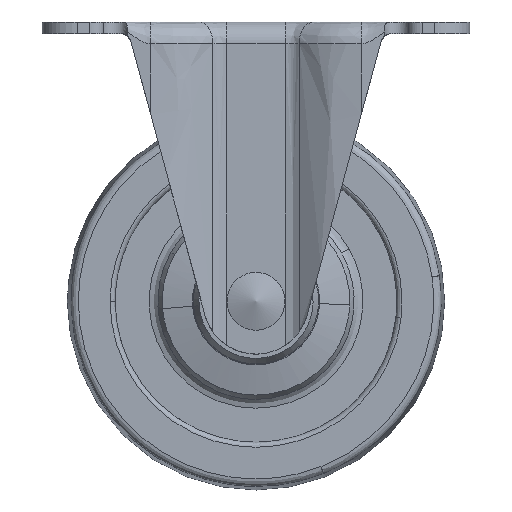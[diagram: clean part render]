
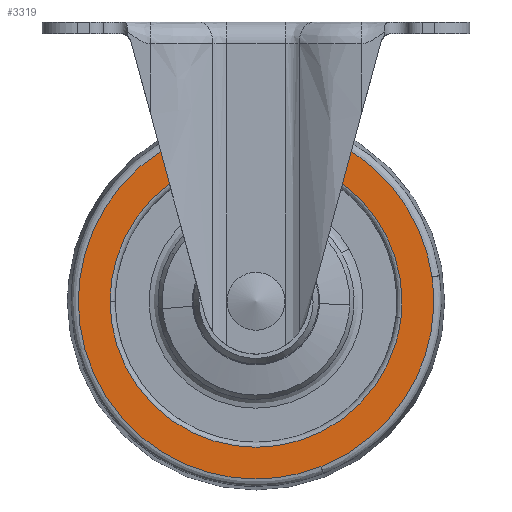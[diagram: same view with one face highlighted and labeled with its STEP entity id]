
A CAD part, front view. The second image highlights one B-rep face of the part: STEP entity #3319.
In plain terms, the highlighted free-form (B-spline) face has degree [1, 1] with [2, 2] control points.
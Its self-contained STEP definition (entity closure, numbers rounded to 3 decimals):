
#2159=CARTESIAN_POINT('',(28.806,-10.5,-58.848));
#2160=VERTEX_POINT('',#2159);
#2174=CARTESIAN_POINT('',(0.0,-10.5,-26.5));
#2175=VERTEX_POINT('',#2174);
#2176=CARTESIAN_POINT('',(28.806,-10.5,-58.848));
#2177=CARTESIAN_POINT('',(29.,-10.5,-57.18));
#2178=CARTESIAN_POINT('',(29.0,-10.5,-55.5));
#2179=CARTESIAN_POINT('',(29.0,-10.5,-26.5));
#2180=CARTESIAN_POINT('',(0.0,-10.5,-26.5));
#2188=(BOUNDED_CURVE()B_SPLINE_CURVE(2,(#2176,#2177,#2178,#2179,#2180),.UNSPECIFIED.,.F.,.U.)B_SPLINE_CURVE_WITH_KNOTS((3,2,3),(0.23,0.25,0.5),.UNSPECIFIED.)CURVE()GEOMETRIC_REPRESENTATION_ITEM()RATIONAL_B_SPLINE_CURVE((0.957,0.977,1.0,0.707,1.0))REPRESENTATION_ITEM(''));
#2189=EDGE_CURVE('',#2160,#2175,#2188,.T.);
#2191=CARTESIAN_POINT('',(-29.,-10.5,-55.5));
#2192=VERTEX_POINT('',#2191);
#2193=CARTESIAN_POINT('',(0.0,-10.5,-26.5));
#2194=CARTESIAN_POINT('',(-29.,-10.5,-26.5));
#2195=CARTESIAN_POINT('',(-29.,-10.5,-55.5));
#2203=(BOUNDED_CURVE()B_SPLINE_CURVE(2,(#2193,#2194,#2195),.UNSPECIFIED.,.F.,.U.)B_SPLINE_CURVE_WITH_KNOTS((3,3),(0.5,0.75),.UNSPECIFIED.)CURVE()GEOMETRIC_REPRESENTATION_ITEM()RATIONAL_B_SPLINE_CURVE((1.0,0.707,1.))REPRESENTATION_ITEM(''));
#2204=EDGE_CURVE('',#2175,#2192,#2203,.T.);
#2250=CARTESIAN_POINT('',(0.0,-10.5,-84.5));
#2251=VERTEX_POINT('',#2250);
#2252=CARTESIAN_POINT('',(-29.,-10.5,-55.5));
#2253=CARTESIAN_POINT('',(-29.0,-10.5,-84.5));
#2254=CARTESIAN_POINT('',(0.0,-10.5,-84.5));
#2262=(BOUNDED_CURVE()B_SPLINE_CURVE(2,(#2252,#2253,#2254),.UNSPECIFIED.,.F.,.U.)B_SPLINE_CURVE_WITH_KNOTS((3,3),(0.75,1.0),.UNSPECIFIED.)CURVE()GEOMETRIC_REPRESENTATION_ITEM()RATIONAL_B_SPLINE_CURVE((1.0,0.707,1.0))REPRESENTATION_ITEM(''));
#2263=EDGE_CURVE('',#2192,#2251,#2262,.T.);
#2265=CARTESIAN_POINT('',(0.0,-10.5,-84.5));
#2266=CARTESIAN_POINT('',(25.824,-10.5,-84.5));
#2267=CARTESIAN_POINT('',(28.806,-10.5,-58.848));
#2275=(BOUNDED_CURVE()B_SPLINE_CURVE(2,(#2265,#2266,#2267),.UNSPECIFIED.,.F.,.U.)B_SPLINE_CURVE_WITH_KNOTS((3,3),(0.0,0.23),.UNSPECIFIED.)CURVE()GEOMETRIC_REPRESENTATION_ITEM()RATIONAL_B_SPLINE_CURVE((1.0,0.731,0.957))REPRESENTATION_ITEM(''));
#2276=EDGE_CURVE('',#2251,#2160,#2275,.T.);
#2299=CARTESIAN_POINT('',(12.915,-10.5,-88.356));
#2300=VERTEX_POINT('',#2299);
#2301=CARTESIAN_POINT('',(34.967,-10.5,-50.636));
#2302=VERTEX_POINT('',#2301);
#2303=CARTESIAN_POINT('',(12.915,-10.5,-88.356));
#2304=CARTESIAN_POINT('',(35.304,-10.5,-79.556));
#2305=CARTESIAN_POINT('',(35.304,-10.5,-55.5));
#2306=CARTESIAN_POINT('',(35.304,-10.5,-53.056));
#2307=CARTESIAN_POINT('',(34.967,-10.5,-50.636));
#2315=(BOUNDED_CURVE()B_SPLINE_CURVE(2,(#2303,#2304,#2305,#2306,#2307),.UNSPECIFIED.,.F.,.U.)B_SPLINE_CURVE_WITH_KNOTS((3,2,3),(0.062,0.25,0.274),.UNSPECIFIED.)CURVE()GEOMETRIC_REPRESENTATION_ITEM()RATIONAL_B_SPLINE_CURVE((0.891,0.78,1.0,0.972,0.95))REPRESENTATION_ITEM(''));
#2316=EDGE_CURVE('',#2300,#2302,#2315,.T.);
#2401=CARTESIAN_POINT('',(0.0,-10.5,-90.804));
#2402=VERTEX_POINT('',#2401);
#2403=CARTESIAN_POINT('',(0.0,-10.5,-90.804));
#2404=CARTESIAN_POINT('',(6.689,-10.5,-90.804));
#2405=CARTESIAN_POINT('',(12.915,-10.5,-88.356));
#2413=(BOUNDED_CURVE()B_SPLINE_CURVE(2,(#2403,#2404,#2405),.UNSPECIFIED.,.F.,.U.)B_SPLINE_CURVE_WITH_KNOTS((3,3),(0.0,0.062),.UNSPECIFIED.)CURVE()GEOMETRIC_REPRESENTATION_ITEM()RATIONAL_B_SPLINE_CURVE((1.0,0.927,0.891))REPRESENTATION_ITEM(''));
#2414=EDGE_CURVE('',#2402,#2300,#2413,.T.);
#2416=CARTESIAN_POINT('',(0.0,-10.5,-20.196));
#2417=VERTEX_POINT('',#2416);
#2418=CARTESIAN_POINT('',(0.0,-10.5,-20.196));
#2419=CARTESIAN_POINT('',(-35.304,-10.5,-20.196));
#2420=CARTESIAN_POINT('',(-35.304,-10.5,-55.5));
#2421=CARTESIAN_POINT('',(-35.304,-10.5,-90.804));
#2422=CARTESIAN_POINT('',(0.0,-10.5,-90.804));
#2430=(BOUNDED_CURVE()B_SPLINE_CURVE(2,(#2418,#2419,#2420,#2421,#2422),.UNSPECIFIED.,.F.,.U.)B_SPLINE_CURVE_WITH_KNOTS((3,2,3),(0.5,0.75,1.0),.UNSPECIFIED.)CURVE()GEOMETRIC_REPRESENTATION_ITEM()RATIONAL_B_SPLINE_CURVE((1.0,0.707,1.0,0.707,1.0))REPRESENTATION_ITEM(''));
#2431=EDGE_CURVE('',#2417,#2402,#2430,.T.);
#2433=CARTESIAN_POINT('',(34.967,-10.5,-50.636));
#2434=CARTESIAN_POINT('',(30.732,-10.5,-20.196));
#2435=CARTESIAN_POINT('',(0.0,-10.5,-20.196));
#2443=(BOUNDED_CURVE()B_SPLINE_CURVE(2,(#2433,#2434,#2435),.UNSPECIFIED.,.F.,.U.)B_SPLINE_CURVE_WITH_KNOTS((3,3),(0.274,0.5),.UNSPECIFIED.)CURVE()GEOMETRIC_REPRESENTATION_ITEM()RATIONAL_B_SPLINE_CURVE((0.95,0.735,1.0))REPRESENTATION_ITEM(''));
#2444=EDGE_CURVE('',#2302,#2417,#2443,.T.);
#3302=CARTESIAN_POINT('',(-38.83,-10.5,-94.33));
#3303=CARTESIAN_POINT('',(-38.83,-10.5,-16.67));
#3304=CARTESIAN_POINT('',(38.83,-10.5,-94.33));
#3305=CARTESIAN_POINT('',(38.83,-10.5,-16.67));
#3306=B_SPLINE_SURFACE_WITH_KNOTS('',1,1,((#3302,#3304),(#3303,#3305)),.UNSPECIFIED.,.F.,.F.,.U.,(2,2),(2,2),(0.0,77.661),(0.0,77.66),.UNSPECIFIED.);
#3307=ORIENTED_EDGE('',*,*,#2414,.T.);
#3308=ORIENTED_EDGE('',*,*,#2316,.T.);
#3309=ORIENTED_EDGE('',*,*,#2444,.T.);
#3310=ORIENTED_EDGE('',*,*,#2431,.T.);
#3311=EDGE_LOOP('',(#3307,#3308,#3309,#3310));
#3312=FACE_OUTER_BOUND('',#3311,.T.);
#3313=ORIENTED_EDGE('',*,*,#2204,.F.);
#3314=ORIENTED_EDGE('',*,*,#2189,.F.);
#3315=ORIENTED_EDGE('',*,*,#2276,.F.);
#3316=ORIENTED_EDGE('',*,*,#2263,.F.);
#3317=EDGE_LOOP('',(#3313,#3314,#3315,#3316));
#3318=FACE_BOUND('',#3317,.T.);
#3319=ADVANCED_FACE('',(#3312,#3318),#3306,.F.);
